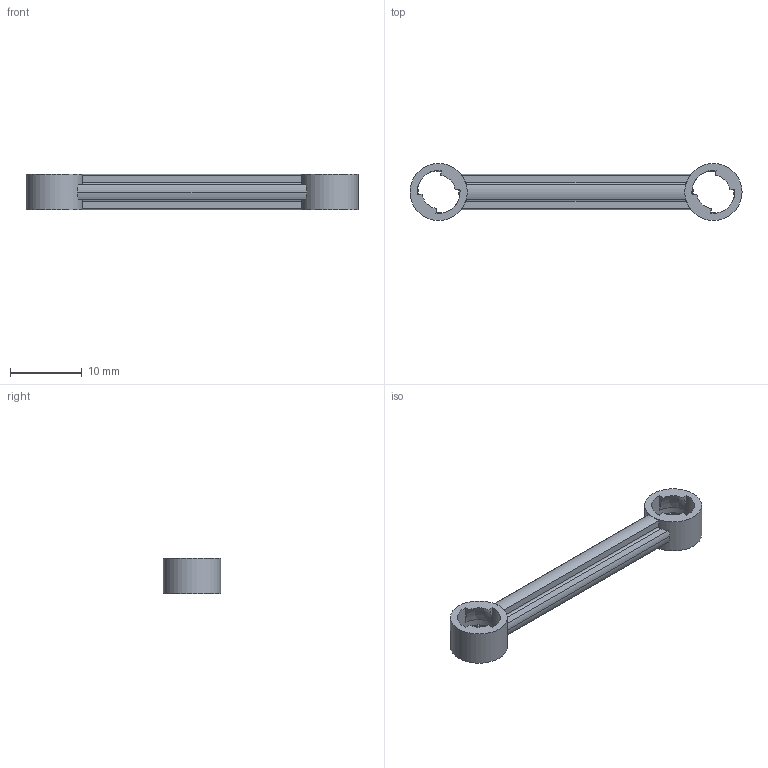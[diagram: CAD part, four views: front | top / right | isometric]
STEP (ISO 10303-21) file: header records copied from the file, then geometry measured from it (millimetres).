
FILE_DESCRIPTION(('HOOPS Exchange Step'),'2;1');
FILE_NAME('temp_export.step','2020-09-15T23:16:58+02:00',('mobile'),('Shapr3D Limited'),'HOOPS Exchange 2020.2','Shapr3D','Authorized');
FILE_SCHEMA( ('AP203_CONFIGURATION_CONTROLLED_3D_DESIGN_OF_MECHANICAL_PARTS_AND_ASSEMBLIES_MIM_LF') );
Length unit declared in the file: millimetre
Products named in the file (1): Body 02
Bounding box: 46.4 x 8 x 5 mm (x, y, z)
Volume: 706.4 mm3; surface area: 1074.1 mm2
Topology: 1 solids, 1 shells, 79 faces, 222 edges, 127 vertices
Faces by surface type: plane 28, cylinder 26, sphere 10, torus 8, bspline 7
Full cylindrical faces by diameter (mm): 6 x2, 8 x2
Entity records: 2812 total; most frequent: CARTESIAN_POINT 935, ORIENTED_EDGE 404, DIRECTION 376, EDGE_CURVE 202, AXIS2_PLACEMENT_3D 155, VERTEX_POINT 127, EDGE_LOOP 85, FACE_BOUND 85
